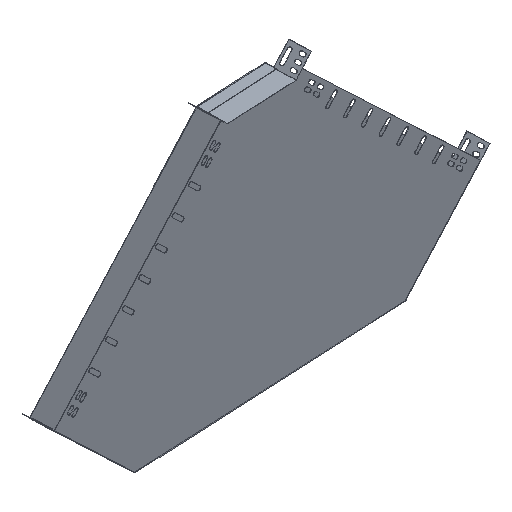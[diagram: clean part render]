
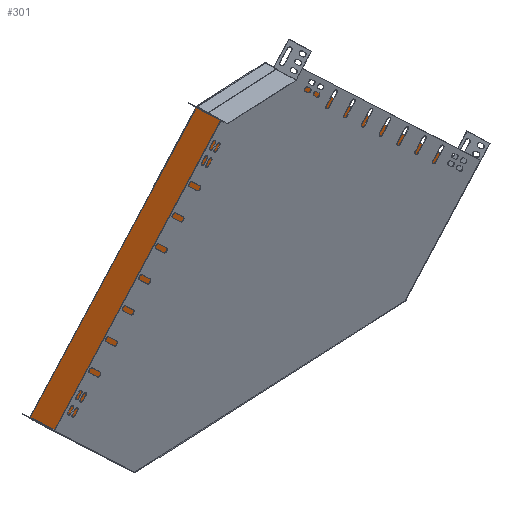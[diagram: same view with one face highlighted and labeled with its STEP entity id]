
A CAD part, isometric view. The second image highlights one B-rep face of the part: STEP entity #301.
In plain terms, the highlighted planar face has unit normal (0.022, -1, 0.006).
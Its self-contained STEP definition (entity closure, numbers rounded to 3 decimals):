
#254 = CARTESIAN_POINT ( 'NONE',  ( -243.769, 136.04, 430.688 ) ) ;
#301 = ADVANCED_FACE ( 'NONE', ( #3014 ), #3231, .T. ) ;
#552 = DIRECTION ( 'NONE',  ( 0.726, 0.011, -0.688 ) ) ;
#616 = CARTESIAN_POINT ( 'NONE',  ( 261.247, 144.863, 89.459 ) ) ;
#902 = LINE ( 'NONE', #1816, #4372 ) ;
#1030 = ORIENTED_EDGE ( 'NONE', *, *, #2033, .T. ) ;
#1097 = AXIS2_PLACEMENT_3D ( 'NONE', #3666, #2724, #2563 ) ;
#1267 = ORIENTED_EDGE ( 'NONE', *, *, #2148, .T. ) ;
#1485 = CARTESIAN_POINT ( 'NONE',  ( -102.433, 139.143, 434.51 ) ) ;
#1794 = EDGE_CURVE ( 'NONE', #3010, #3550, #902, .T. ) ;
#1805 = EDGE_CURVE ( 'NONE', #2055, #7031, #4560, .T. ) ;
#1816 = CARTESIAN_POINT ( 'NONE',  ( -243.755, 136.037, 430.188 ) ) ;
#1997 = EDGE_CURVE ( 'NONE', #5536, #3010, #4282, .T. ) ;
#2004 = CARTESIAN_POINT ( 'NONE',  ( -588.167, 126.213, 65.991 ) ) ;
#2009 = EDGE_CURVE ( 'NONE', #5536, #2151, #5480, .T. ) ;
#2033 = EDGE_CURVE ( 'NONE', #2151, #5440, #2197, .T. ) ;
#2044 = EDGE_CURVE ( 'NONE', #6432, #5440, #6646, .T. ) ;
#2051 = EDGE_CURVE ( 'NONE', #7031, #6432, #3537, .T. ) ;
#2055 = VERTEX_POINT ( 'NONE', #5743 ) ;
#2138 = EDGE_CURVE ( 'NONE', #6084, #2055, #2688, .T. ) ;
#2148 = EDGE_CURVE ( 'NONE', #6084, #2532, #2477, .T. ) ;
#2151 = VERTEX_POINT ( 'NONE', #4649 ) ;
#2157 = EDGE_CURVE ( 'NONE', #2532, #3550, #4005, .T. ) ;
#2161 = DIRECTION ( 'NONE',  ( 0.027, -0.006, -1. ) ) ;
#2197 = LINE ( 'NONE', #7385, #5108 ) ;
#2477 = LINE ( 'NONE', #7507, #7068 ) ;
#2532 = VERTEX_POINT ( 'NONE', #254 ) ;
#2536 = CARTESIAN_POINT ( 'NONE',  ( 261.261, 144.86, 88.96 ) ) ;
#2563 = DIRECTION ( 'NONE',  ( 0.027, -0.006, -1. ) ) ;
#2688 = LINE ( 'NONE', #1485, #4191 ) ;
#2724 = DIRECTION ( 'NONE',  ( 0.022, -1., 0.006 ) ) ;
#2779 = DIRECTION ( 'NONE',  ( 0.027, -0.006, -1. ) ) ;
#2808 = ORIENTED_EDGE ( 'NONE', *, *, #2044, .F. ) ;
#2915 = CARTESIAN_POINT ( 'NONE',  ( -243.755, 136.037, 430.188 ) ) ;
#3010 = VERTEX_POINT ( 'NONE', #3196 ) ;
#3014 = FACE_OUTER_BOUND ( 'NONE', #6932, .T. ) ;
#3027 = ORIENTED_EDGE ( 'NONE', *, *, #2157, .T. ) ;
#3196 = CARTESIAN_POINT ( 'NONE',  ( -588.18, 126.216, 66.491 ) ) ;
#3231 = PLANE ( 'NONE',  #1097 ) ;
#3338 = DIRECTION ( 'NONE',  ( 0.999, 0.022, 0.027 ) ) ;
#3537 = LINE ( 'NONE', #616, #7953 ) ;
#3550 = VERTEX_POINT ( 'NONE', #2915 ) ;
#3666 = CARTESIAN_POINT ( 'NONE',  ( 261.247, 144.863, 89.459 ) ) ;
#3739 = DIRECTION ( 'NONE',  ( 0.687, 0.02, 0.726 ) ) ;
#3764 = DIRECTION ( 'NONE',  ( 0.726, 0.011, -0.688 ) ) ;
#3842 = CARTESIAN_POINT ( 'NONE',  ( 118.595, 140.792, -61.689 ) ) ;
#3913 = VECTOR ( 'NONE', #6270, 1000. ) ;
#4005 = LINE ( 'NONE', #5245, #7249 ) ;
#4191 = VECTOR ( 'NONE', #2779, 1000. ) ;
#4229 = CARTESIAN_POINT ( 'NONE',  ( -102.433, 139.143, 434.51 ) ) ;
#4282 = LINE ( 'NONE', #4505, #3913 ) ;
#4291 = ORIENTED_EDGE ( 'NONE', *, *, #1794, .F. ) ;
#4372 = VECTOR ( 'NONE', #3739, 1000. ) ;
#4472 = ORIENTED_EDGE ( 'NONE', *, *, #2051, .F. ) ;
#4483 = CARTESIAN_POINT ( 'NONE',  ( -588.167, 126.213, 65.991 ) ) ;
#4505 = CARTESIAN_POINT ( 'NONE',  ( -588.167, 126.213, 65.991 ) ) ;
#4560 = LINE ( 'NONE', #4910, #7075 ) ;
#4649 = CARTESIAN_POINT ( 'NONE',  ( -437.531, 128.584, -76.726 ) ) ;
#4910 = CARTESIAN_POINT ( 'NONE',  ( -102.419, 139.14, 434.01 ) ) ;
#5108 = VECTOR ( 'NONE', #3338, 1000. ) ;
#5245 = CARTESIAN_POINT ( 'NONE',  ( -243.769, 136.04, 430.688 ) ) ;
#5291 = VECTOR ( 'NONE', #552, 1000. ) ;
#5401 = CARTESIAN_POINT ( 'NONE',  ( 261.247, 144.863, 89.459 ) ) ;
#5440 = VERTEX_POINT ( 'NONE', #3842 ) ;
#5480 = LINE ( 'NONE', #2004, #5291 ) ;
#5536 = VERTEX_POINT ( 'NONE', #4483 ) ;
#5717 = CARTESIAN_POINT ( 'NONE',  ( 261.261, 144.86, 88.96 ) ) ;
#5743 = CARTESIAN_POINT ( 'NONE',  ( -102.419, 139.14, 434.01 ) ) ;
#5863 = ORIENTED_EDGE ( 'NONE', *, *, #1997, .F. ) ;
#6043 = ORIENTED_EDGE ( 'NONE', *, *, #1805, .F. ) ;
#6084 = VERTEX_POINT ( 'NONE', #4229 ) ;
#6270 = DIRECTION ( 'NONE',  ( -0.027, 0.006, 1. ) ) ;
#6293 = DIRECTION ( 'NONE',  ( -0.687, -0.02, -0.726 ) ) ;
#6362 = DIRECTION ( 'NONE',  ( -0.999, -0.022, -0.027 ) ) ;
#6432 = VERTEX_POINT ( 'NONE', #2536 ) ;
#6646 = LINE ( 'NONE', #5717, #6815 ) ;
#6815 = VECTOR ( 'NONE', #6293, 1000. ) ;
#6932 = EDGE_LOOP ( 'NONE', ( #4291, #5863, #7352, #1030, #2808, #4472, #6043, #7526, #1267, #3027 ) ) ;
#7031 = VERTEX_POINT ( 'NONE', #5401 ) ;
#7068 = VECTOR ( 'NONE', #6362, 1000. ) ;
#7075 = VECTOR ( 'NONE', #3764, 1000. ) ;
#7249 = VECTOR ( 'NONE', #2161, 1000. ) ;
#7352 = ORIENTED_EDGE ( 'NONE', *, *, #2009, .T. ) ;
#7385 = CARTESIAN_POINT ( 'NONE',  ( 118.595, 140.792, -61.689 ) ) ;
#7507 = CARTESIAN_POINT ( 'NONE',  ( -243.769, 136.04, 430.688 ) ) ;
#7526 = ORIENTED_EDGE ( 'NONE', *, *, #2138, .F. ) ;
#7953 = VECTOR ( 'NONE', #7979, 1000. ) ;
#7979 = DIRECTION ( 'NONE',  ( 0.027, -0.006, -1. ) ) ;
